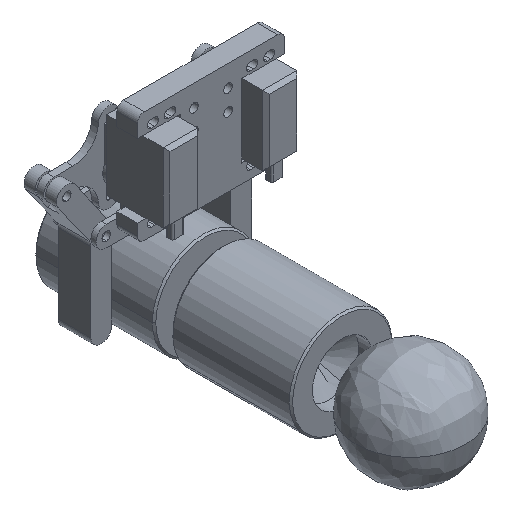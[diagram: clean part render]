
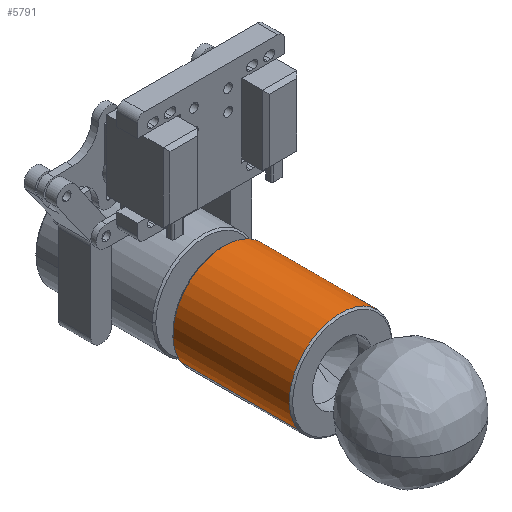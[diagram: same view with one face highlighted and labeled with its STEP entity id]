
A CAD part, isometric view. The second image highlights one B-rep face of the part: STEP entity #5791.
In plain terms, the highlighted cylindrical face has radius 30 mm (diameter 60 mm), a partial arc.
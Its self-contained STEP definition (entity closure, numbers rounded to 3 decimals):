
#877 = DIRECTION ( 'NONE',  ( 0., 0., 1. ) ) ;
#916 = VECTOR ( 'NONE', #877, 1000. ) ;
#1035 = AXIS2_PLACEMENT_3D ( 'NONE', #3833, #2027, #6846 ) ;
#1066 = AXIS2_PLACEMENT_3D ( 'NONE', #6426, #6951, #5800 ) ;
#1145 = DIRECTION ( 'NONE',  ( 0., 0., -1. ) ) ;
#1222 = CYLINDRICAL_SURFACE ( 'NONE', #1035, 30. ) ;
#1564 = CARTESIAN_POINT ( 'NONE',  ( -30., 0., 1. ) ) ;
#2027 = DIRECTION ( 'NONE',  ( 0., 0., 1. ) ) ;
#2353 = DIRECTION ( 'NONE',  ( 1., 0., 0. ) ) ;
#2410 = VERTEX_POINT ( 'NONE', #4007 ) ;
#2588 = ORIENTED_EDGE ( 'NONE', *, *, #3171, .T. ) ;
#3067 = VERTEX_POINT ( 'NONE', #3923 ) ;
#3171 = EDGE_CURVE ( 'NONE', #3067, #4708, #6873, .T. ) ;
#3194 = DIRECTION ( 'NONE',  ( 0., 0., 1. ) ) ;
#3741 = CARTESIAN_POINT ( 'NONE',  ( 30., 0., 0. ) ) ;
#3767 = EDGE_CURVE ( 'NONE', #2410, #5022, #5249, .T. ) ;
#3833 = CARTESIAN_POINT ( 'NONE',  ( 0., 0., 0. ) ) ;
#3905 = CARTESIAN_POINT ( 'NONE',  ( -30., 0., 0. ) ) ;
#3923 = CARTESIAN_POINT ( 'NONE',  ( 30., 0., 1. ) ) ;
#3955 = EDGE_LOOP ( 'NONE', ( #2588, #7248, #4287, #7079 ) ) ;
#3991 = VECTOR ( 'NONE', #3194, 1000. ) ;
#4007 = CARTESIAN_POINT ( 'NONE',  ( -30., 0., 69. ) ) ;
#4042 = CARTESIAN_POINT ( 'NONE',  ( 0., 0., 69. ) ) ;
#4179 = LINE ( 'NONE', #3741, #3991 ) ;
#4287 = ORIENTED_EDGE ( 'NONE', *, *, #3767, .T. ) ;
#4395 = FACE_OUTER_BOUND ( 'NONE', #3955, .T. ) ;
#4708 = VERTEX_POINT ( 'NONE', #1564 ) ;
#5022 = VERTEX_POINT ( 'NONE', #7195 ) ;
#5249 = CIRCLE ( 'NONE', #6358, 30. ) ;
#5791 = ADVANCED_FACE ( 'NONE', ( #4395 ), #1222, .T. ) ;
#5800 = DIRECTION ( 'NONE',  ( 1., 0., 0. ) ) ;
#6358 = AXIS2_PLACEMENT_3D ( 'NONE', #4042, #1145, #2353 ) ;
#6426 = CARTESIAN_POINT ( 'NONE',  ( 0., 0., 1. ) ) ;
#6821 = EDGE_CURVE ( 'NONE', #3067, #5022, #4179, .T. ) ;
#6846 = DIRECTION ( 'NONE',  ( 1., 0., 0. ) ) ;
#6873 = CIRCLE ( 'NONE', #1066, 30. ) ;
#6951 = DIRECTION ( 'NONE',  ( 0., 0., 1. ) ) ;
#7079 = ORIENTED_EDGE ( 'NONE', *, *, #6821, .F. ) ;
#7195 = CARTESIAN_POINT ( 'NONE',  ( 30., 0., 69. ) ) ;
#7244 = LINE ( 'NONE', #3905, #916 ) ;
#7248 = ORIENTED_EDGE ( 'NONE', *, *, #7619, .T. ) ;
#7619 = EDGE_CURVE ( 'NONE', #4708, #2410, #7244, .T. ) ;
